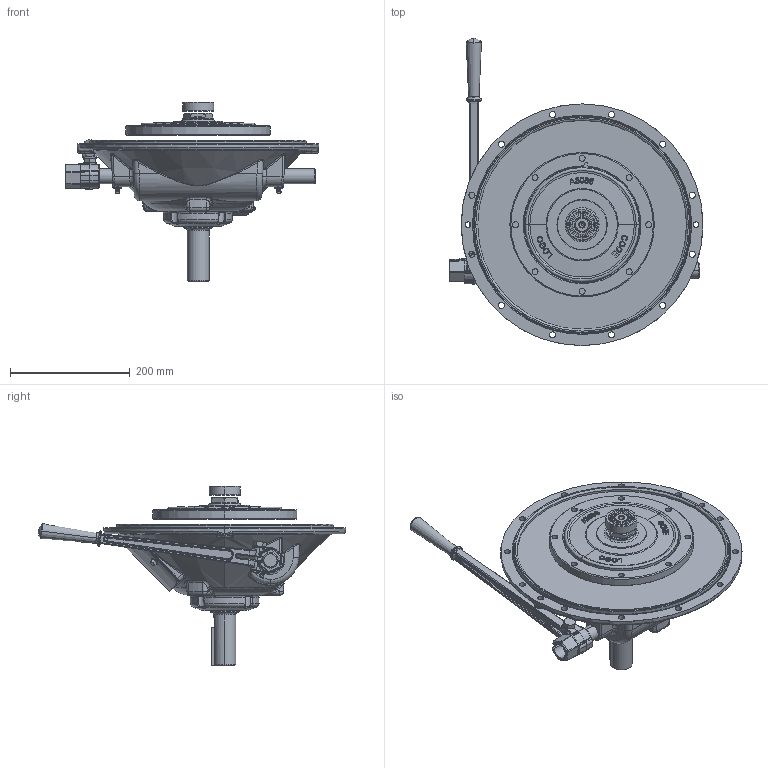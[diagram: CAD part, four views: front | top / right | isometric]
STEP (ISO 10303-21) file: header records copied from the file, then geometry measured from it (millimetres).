
FILE_DESCRIPTION (( 'STEP AP214' ), '1' );
FILE_NAME ('CX107P401.STEP', '2015-01-22T16:33:23', ( '' ), ( '' ), 'SwSTEP 2.0', 'SolidWorks 2010', '' );
FILE_SCHEMA (( 'AUTOMOTIVE_DESIGN' ));
Length unit declared in the file: millimetre
Products named in the file (1): CX107P401
Bounding box: 424.19 x 513.38 x 300.04 mm (x, y, z)
Surface area: 667856.2 mm2 (no closed solid volume)
Topology: 0 solids, 84 shells, 1369 faces, 4643 edges, 3202 vertices
Faces by surface type: bspline 522, plane 274, cylinder 264, torus 144, cone 134, sphere 31
Entity records: 101774 total; most frequent: CARTESIAN_POINT 52916, ORIENTED_EDGE 7212, DIRECTION 5572, EDGE_CURVE 4600, VERTEX_POINT 3191, AXIS2_PLACEMENT_3D 2245, B_SPLINE_CURVE_WITH_KNOTS 1957, EDGE_LOOP 1491
